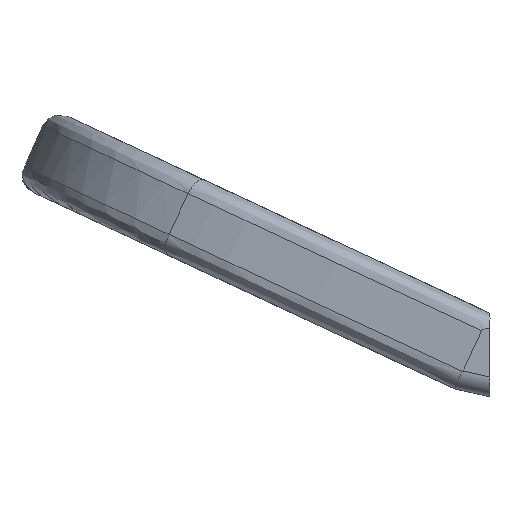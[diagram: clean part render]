
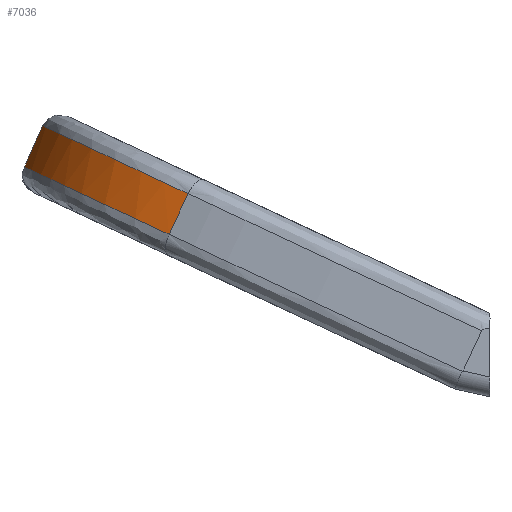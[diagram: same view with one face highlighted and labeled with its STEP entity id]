
A CAD part, left-side view. The second image highlights one B-rep face of the part: STEP entity #7036.
In plain terms, the highlighted free-form (B-spline) face has degree [5, 1] with [15, 2] control points.
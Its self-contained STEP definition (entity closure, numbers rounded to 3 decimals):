
#29=(
BOUNDED_SURFACE()
B_SPLINE_SURFACE(5,1,((#16906,#16907),(#16908,#16909),(#16910,#16911),(#16912,
#16913),(#16914,#16915),(#16916,#16917),(#16918,#16919),(#16920,#16921),
(#16922,#16923),(#16924,#16925),(#16926,#16927),(#16928,#16929),(#16930,
#16931),(#16932,#16933),(#16934,#16935)),.UNSPECIFIED.,.F.,.F.,.F.)
B_SPLINE_SURFACE_WITH_KNOTS((6,1,1,1,1,1,1,1,1,1,6),(2,2),(-1.,-0.9,-0.8,
-0.7,-0.6,-0.5,-0.4,-0.3,-0.2,-0.1,0.),(0.,1.3),.UNSPECIFIED.)
GEOMETRIC_REPRESENTATION_ITEM()
RATIONAL_B_SPLINE_SURFACE(((1.,1.),(1.,1.),(1.,1.),(1.,1.),(1.,1.),(1.,
1.),(1.,1.),(1.,1.),(1.,1.),(1.,1.),(1.,1.),(1.,1.),(1.,1.),(1.,1.),(1.,
1.)))
REPRESENTATION_ITEM('')
SURFACE()
);
#254=B_SPLINE_CURVE_WITH_KNOTS('',3,(#14901,#14902,#14903,#14904,#14905,
#14906,#14907,#14908,#14909,#14910,#14911,#14912,#14913,#14914,#14915,#14916,
#14917,#14918,#14919,#14920,#14921,#14922,#14923,#14924,#14925,#14926,#14927,
#14928,#14929,#14930,#14931,#14932,#14933,#14934,#14935),.UNSPECIFIED.,
 .F.,.F.,(4,2,1,1,1,1,1,1,1,1,1,1,1,1,1,1,1,1,1,1,1,1,1,1,1,1,1,1,1,1,1,
4),(0.,0.,0.798,1.597,1.996,
2.395,2.794,3.193,3.592,3.992,
4.391,4.79,4.989,5.189,5.389,
5.588,5.788,5.987,6.187,6.386,
6.786,7.185,7.584,7.983,8.382,
8.781,9.181,9.58,9.979,10.378,
10.777,11.176),.UNSPECIFIED.);
#258=B_SPLINE_CURVE_WITH_KNOTS('',3,(#15252,#15253,#15254,#15255,#15256,
#15257,#15258,#15259,#15260,#15261,#15262,#15263,#15264,#15265,#15266,#15267),
 .UNSPECIFIED.,.F.,.F.,(4,1,1,1,1,1,1,1,1,1,1,1,1,4),(0.,
0.798,1.597,2.395,3.193,3.992,
4.79,6.386,7.185,7.983,8.781,
9.58,10.378,11.176),.UNSPECIFIED.);
#878=FACE_OUTER_BOUND('',#1333,.T.);
#1333=EDGE_LOOP('',(#6316,#6317,#6318,#6319));
#1764=LINE('',#16854,#2184);
#1765=LINE('',#16905,#2185);
#2184=VECTOR('',#10065,10.);
#2185=VECTOR('',#10066,10.);
#3240=VERTEX_POINT('',#14679);
#3242=VERTEX_POINT('',#14887);
#3244=VERTEX_POINT('',#15237);
#3245=VERTEX_POINT('',#15251);
#4228=EDGE_CURVE('',#3240,#3242,#254,.T.);
#4232=EDGE_CURVE('',#3244,#3245,#258,.T.);
#4320=EDGE_CURVE('',#3244,#3242,#1764,.T.);
#4321=EDGE_CURVE('',#3245,#3240,#1765,.T.);
#6316=ORIENTED_EDGE('',*,*,#4228,.F.);
#6317=ORIENTED_EDGE('',*,*,#4321,.F.);
#6318=ORIENTED_EDGE('',*,*,#4232,.F.);
#6319=ORIENTED_EDGE('',*,*,#4320,.T.);
#7036=ADVANCED_FACE('',(#878),#29,.T.);
#10065=DIRECTION('',(0.,-0.423,0.906));
#10066=DIRECTION('',(0.,-0.423,0.906));
#14679=CARTESIAN_POINT('',(50.,531.536,31.623));
#14887=CARTESIAN_POINT('',(-50.,531.536,31.623));
#14901=CARTESIAN_POINT('Ctrl Pts',(50.,531.536,31.623));
#14902=CARTESIAN_POINT('Ctrl Pts',(50.,531.536,31.623));
#14903=CARTESIAN_POINT('Ctrl Pts',(50.,531.536,31.623));
#14904=CARTESIAN_POINT('Ctrl Pts',(48.736,533.827,32.692));
#14905=CARTESIAN_POINT('Ctrl Pts',(45.763,538.27,34.763));
#14906=CARTESIAN_POINT('Ctrl Pts',(40.748,543.05,36.992));
#14907=CARTESIAN_POINT('Ctrl Pts',(36.111,546.168,38.446));
#14908=CARTESIAN_POINT('Ctrl Pts',(32.401,548.148,39.369));
#14909=CARTESIAN_POINT('Ctrl Pts',(28.527,549.778,40.13));
#14910=CARTESIAN_POINT('Ctrl Pts',(24.549,551.092,40.742));
#14911=CARTESIAN_POINT('Ctrl Pts',(20.509,552.127,41.225));
#14912=CARTESIAN_POINT('Ctrl Pts',(16.432,552.923,41.596));
#14913=CARTESIAN_POINT('Ctrl Pts',(12.336,553.508,41.869));
#14914=CARTESIAN_POINT('Ctrl Pts',(8.913,553.842,42.025));
#14915=CARTESIAN_POINT('Ctrl Pts',(6.172,554.026,42.11));
#14916=CARTESIAN_POINT('Ctrl Pts',(4.115,554.123,42.156));
#14917=CARTESIAN_POINT('Ctrl Pts',(2.058,554.181,42.183));
#14918=CARTESIAN_POINT('Ctrl Pts',(0.,554.201,
42.192));
#14919=CARTESIAN_POINT('Ctrl Pts',(-2.058,554.181,42.183));
#14920=CARTESIAN_POINT('Ctrl Pts',(-4.115,554.123,42.156));
#14921=CARTESIAN_POINT('Ctrl Pts',(-6.172,554.026,42.11));
#14922=CARTESIAN_POINT('Ctrl Pts',(-8.913,553.842,42.025));
#14923=CARTESIAN_POINT('Ctrl Pts',(-12.336,553.508,41.869));
#14924=CARTESIAN_POINT('Ctrl Pts',(-16.432,552.923,41.596));
#14925=CARTESIAN_POINT('Ctrl Pts',(-20.509,552.128,41.225));
#14926=CARTESIAN_POINT('Ctrl Pts',(-24.549,551.092,40.742));
#14927=CARTESIAN_POINT('Ctrl Pts',(-28.527,549.778,40.13));
#14928=CARTESIAN_POINT('Ctrl Pts',(-32.401,548.148,39.369));
#14929=CARTESIAN_POINT('Ctrl Pts',(-36.112,546.169,38.446));
#14930=CARTESIAN_POINT('Ctrl Pts',(-39.587,543.828,37.355));
#14931=CARTESIAN_POINT('Ctrl Pts',(-42.757,541.14,36.101));
#14932=CARTESIAN_POINT('Ctrl Pts',(-45.566,538.153,34.709));
#14933=CARTESIAN_POINT('Ctrl Pts',(-47.994,534.936,33.208));
#14934=CARTESIAN_POINT('Ctrl Pts',(-49.368,532.682,32.157));
#14935=CARTESIAN_POINT('Ctrl Pts',(-50.,531.536,31.623));
#15237=CARTESIAN_POINT('',(-50.,534.495,25.279));
#15251=CARTESIAN_POINT('',(50.,534.495,25.279));
#15252=CARTESIAN_POINT('Ctrl Pts',(-50.,534.495,25.279));
#15253=CARTESIAN_POINT('Ctrl Pts',(-48.736,536.786,26.347));
#15254=CARTESIAN_POINT('Ctrl Pts',(-45.763,541.227,28.419));
#15255=CARTESIAN_POINT('Ctrl Pts',(-39.745,546.966,31.094));
#15256=CARTESIAN_POINT('Ctrl Pts',(-32.48,551.284,33.108));
#15257=CARTESIAN_POINT('Ctrl Pts',(-24.577,554.187,34.462));
#15258=CARTESIAN_POINT('Ctrl Pts',(-16.442,555.987,35.301));
#15259=CARTESIAN_POINT('Ctrl Pts',(-5.493,557.261,35.895));
#15260=CARTESIAN_POINT('Ctrl Pts',(5.493,557.266,35.897));
#15261=CARTESIAN_POINT('Ctrl Pts',(16.442,555.986,35.301));
#15262=CARTESIAN_POINT('Ctrl Pts',(24.578,554.187,34.462));
#15263=CARTESIAN_POINT('Ctrl Pts',(32.48,551.284,33.108));
#15264=CARTESIAN_POINT('Ctrl Pts',(39.744,546.967,31.095));
#15265=CARTESIAN_POINT('Ctrl Pts',(45.763,541.227,28.419));
#15266=CARTESIAN_POINT('Ctrl Pts',(48.736,536.786,26.347));
#15267=CARTESIAN_POINT('Ctrl Pts',(50.,534.495,25.279));
#16854=CARTESIAN_POINT('',(-50.,535.763,22.56));
#16905=CARTESIAN_POINT('',(50.,535.763,22.56));
#16906=CARTESIAN_POINT('Ctrl Pts',(50.,535.763,22.56));
#16907=CARTESIAN_POINT('Ctrl Pts',(50.,530.269,34.342));
#16908=CARTESIAN_POINT('Ctrl Pts',(48.83,537.883,23.549));
#16909=CARTESIAN_POINT('Ctrl Pts',(48.83,532.389,35.331));
#16910=CARTESIAN_POINT('Ctrl Pts',(46.279,541.832,25.39));
#16911=CARTESIAN_POINT('Ctrl Pts',(46.279,536.338,37.172));
#16912=CARTESIAN_POINT('Ctrl Pts',(41.816,546.882,27.745));
#16913=CARTESIAN_POINT('Ctrl Pts',(41.816,541.388,39.527));
#16914=CARTESIAN_POINT('Ctrl Pts',(34.659,551.953,30.11));
#16915=CARTESIAN_POINT('Ctrl Pts',(34.659,546.459,41.892));
#16916=CARTESIAN_POINT('Ctrl Pts',(24.07,555.954,31.976));
#16917=CARTESIAN_POINT('Ctrl Pts',(24.07,550.46,43.758));
#16918=CARTESIAN_POINT('Ctrl Pts',(12.33,558.094,32.973));
#16919=CARTESIAN_POINT('Ctrl Pts',(12.33,552.6,44.755));
#16920=CARTESIAN_POINT('Ctrl Pts',(0.,558.752,
33.28));
#16921=CARTESIAN_POINT('Ctrl Pts',(0.,553.258,
45.062));
#16922=CARTESIAN_POINT('Ctrl Pts',(-12.33,558.094,32.973));
#16923=CARTESIAN_POINT('Ctrl Pts',(-12.33,552.6,44.755));
#16924=CARTESIAN_POINT('Ctrl Pts',(-24.07,555.954,31.976));
#16925=CARTESIAN_POINT('Ctrl Pts',(-24.07,550.46,43.758));
#16926=CARTESIAN_POINT('Ctrl Pts',(-34.659,551.953,30.11));
#16927=CARTESIAN_POINT('Ctrl Pts',(-34.659,546.459,41.892));
#16928=CARTESIAN_POINT('Ctrl Pts',(-41.816,546.882,27.745));
#16929=CARTESIAN_POINT('Ctrl Pts',(-41.816,541.388,39.527));
#16930=CARTESIAN_POINT('Ctrl Pts',(-46.279,541.832,25.39));
#16931=CARTESIAN_POINT('Ctrl Pts',(-46.279,536.338,37.172));
#16932=CARTESIAN_POINT('Ctrl Pts',(-48.83,537.883,23.549));
#16933=CARTESIAN_POINT('Ctrl Pts',(-48.83,532.389,35.331));
#16934=CARTESIAN_POINT('Ctrl Pts',(-50.,535.763,22.56));
#16935=CARTESIAN_POINT('Ctrl Pts',(-50.,530.269,34.342));
